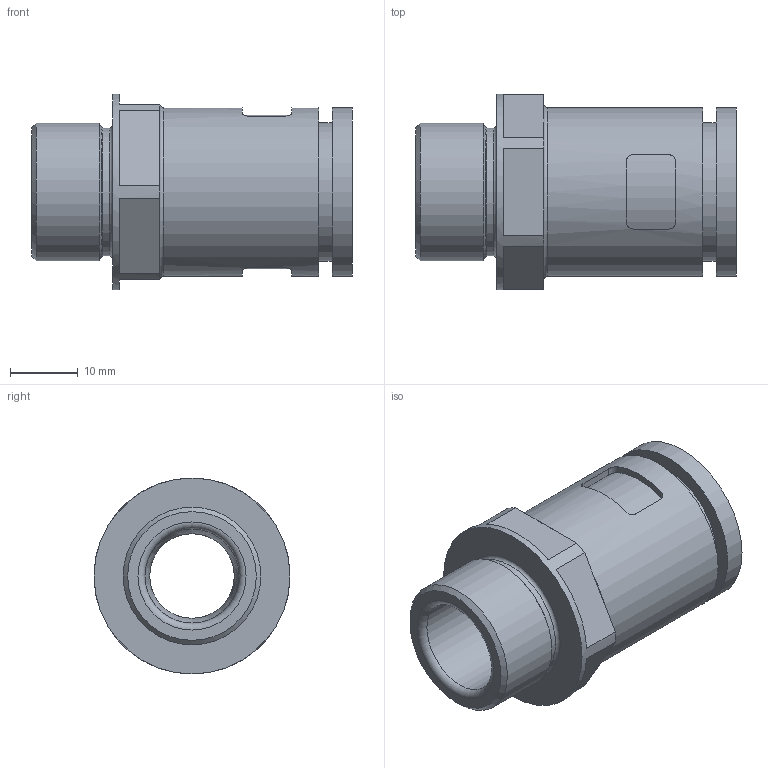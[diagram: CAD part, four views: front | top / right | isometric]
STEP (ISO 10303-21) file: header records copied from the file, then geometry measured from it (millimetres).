
FILE_DESCRIPTION( ( 'STEP AP203' ), '1' );
FILE_NAME( 'FLEXA RQGK-P 5020.074.213.stp', '2020-03-27T11:19:40', ( 'License CC BY-ND 4.0' ), ( 'CADENAS' ), ' ', 'PARTsolutions', ' ' );
FILE_SCHEMA( ( 'CONFIG_CONTROL_DESIGN' ) );
Length unit declared in the file: millimetre
Products named in the file (1): _FLEXA RQGK-P 5020.074.213
Bounding box: 47.5 x 29 x 29 mm (x, y, z)
Volume: 11653.7 mm3; surface area: 7373.6 mm2
Topology: 1 solids, 1 shells, 63 faces, 147 edges, 91 vertices
Faces by surface type: plane 32, cylinder 19, torus 9, cone 3
Full cylindrical faces by diameter (mm): 12.5 x1, 14 x1, 18.5 x1, 18.9 x1, 20.4 x1, 20.5 x1, 25 x2, 29 x1
Entity records: 1806 total; most frequent: CARTESIAN_POINT 416, DIRECTION 286, ORIENTED_EDGE 244, EDGE_CURVE 122, AXIS2_PLACEMENT_3D 116, EDGE_LOOP 92, VERTEX_POINT 88, FACE_OUTER_BOUND 81
